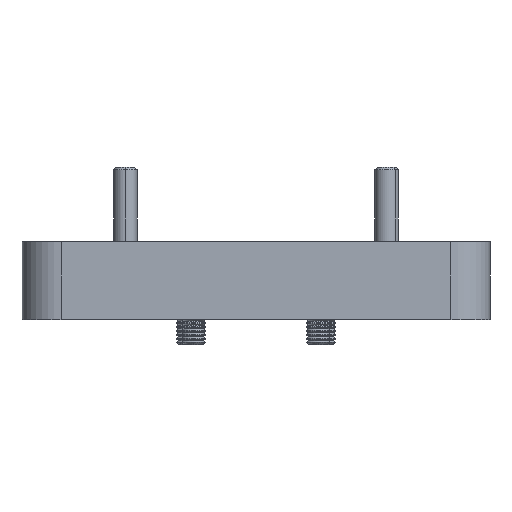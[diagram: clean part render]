
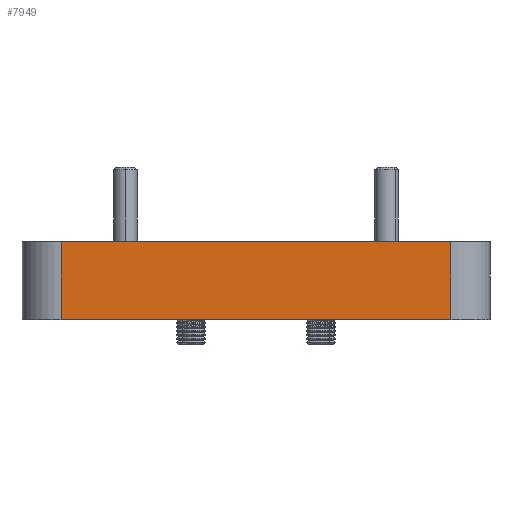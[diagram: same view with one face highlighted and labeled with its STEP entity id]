
A CAD part, left-side view. The second image highlights one B-rep face of the part: STEP entity #7949.
In plain terms, the highlighted planar face has unit normal (-1, 0, 0).
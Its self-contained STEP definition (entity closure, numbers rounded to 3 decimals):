
#203 = CARTESIAN_POINT ( 'NONE',  ( -144., 50., 20. ) ) ;
#994 = DIRECTION ( 'NONE',  ( 0., 0., -1. ) ) ;
#1137 = LINE ( 'NONE', #5877, #6262 ) ;
#1322 = VERTEX_POINT ( 'NONE', #5273 ) ;
#1831 = LINE ( 'NONE', #4535, #7318 ) ;
#1942 = CARTESIAN_POINT ( 'NONE',  ( -144., 50., 20. ) ) ;
#2079 = EDGE_CURVE ( 'NONE', #5687, #5792, #1137, .T. ) ;
#2213 = DIRECTION ( 'NONE',  ( 0., -1., 0. ) ) ;
#2690 = VERTEX_POINT ( 'NONE', #4972 ) ;
#2977 = LINE ( 'NONE', #203, #7137 ) ;
#3077 = ORIENTED_EDGE ( 'NONE', *, *, #5624, .T. ) ;
#3089 = LINE ( 'NONE', #4343, #7040 ) ;
#3119 = DIRECTION ( 'NONE',  ( 1., 0., 0. ) ) ;
#3396 = ORIENTED_EDGE ( 'NONE', *, *, #6307, .T. ) ;
#4144 = CARTESIAN_POINT ( 'NONE',  ( -144., -50., 20. ) ) ;
#4343 = CARTESIAN_POINT ( 'NONE',  ( -144., -60., 0. ) ) ;
#4535 = CARTESIAN_POINT ( 'NONE',  ( -144., -50., 20. ) ) ;
#4749 = EDGE_CURVE ( 'NONE', #1322, #2690, #3089, .T. ) ;
#4891 = ORIENTED_EDGE ( 'NONE', *, *, #2079, .F. ) ;
#4972 = CARTESIAN_POINT ( 'NONE',  ( -144., -50., 0. ) ) ;
#5011 = DIRECTION ( 'NONE',  ( 0., -1., 0. ) ) ;
#5273 = CARTESIAN_POINT ( 'NONE',  ( -144., 50., 0. ) ) ;
#5624 = EDGE_CURVE ( 'NONE', #2690, #5792, #1831, .T. ) ;
#5687 = VERTEX_POINT ( 'NONE', #1942 ) ;
#5792 = VERTEX_POINT ( 'NONE', #4144 ) ;
#5877 = CARTESIAN_POINT ( 'NONE',  ( -144., -60., 20. ) ) ;
#5990 = DIRECTION ( 'NONE',  ( 0., 0., -1. ) ) ;
#6262 = VECTOR ( 'NONE', #2213, 1000. ) ;
#6307 = EDGE_CURVE ( 'NONE', #5687, #1322, #2977, .T. ) ;
#6525 = AXIS2_PLACEMENT_3D ( 'NONE', #6756, #3119, #5990 ) ;
#6634 = PLANE ( 'NONE',  #6525 ) ;
#6756 = CARTESIAN_POINT ( 'NONE',  ( -144., -60., 20. ) ) ;
#7040 = VECTOR ( 'NONE', #5011, 1000. ) ;
#7137 = VECTOR ( 'NONE', #994, 1000. ) ;
#7188 = DIRECTION ( 'NONE',  ( 0., 0., 1. ) ) ;
#7318 = VECTOR ( 'NONE', #7188, 1000. ) ;
#7399 = ORIENTED_EDGE ( 'NONE', *, *, #4749, .T. ) ;
#7505 = EDGE_LOOP ( 'NONE', ( #4891, #3396, #7399, #3077 ) ) ;
#7930 = FACE_OUTER_BOUND ( 'NONE', #7505, .T. ) ;
#7949 = ADVANCED_FACE ( 'NONE', ( #7930 ), #6634, .F. ) ;
